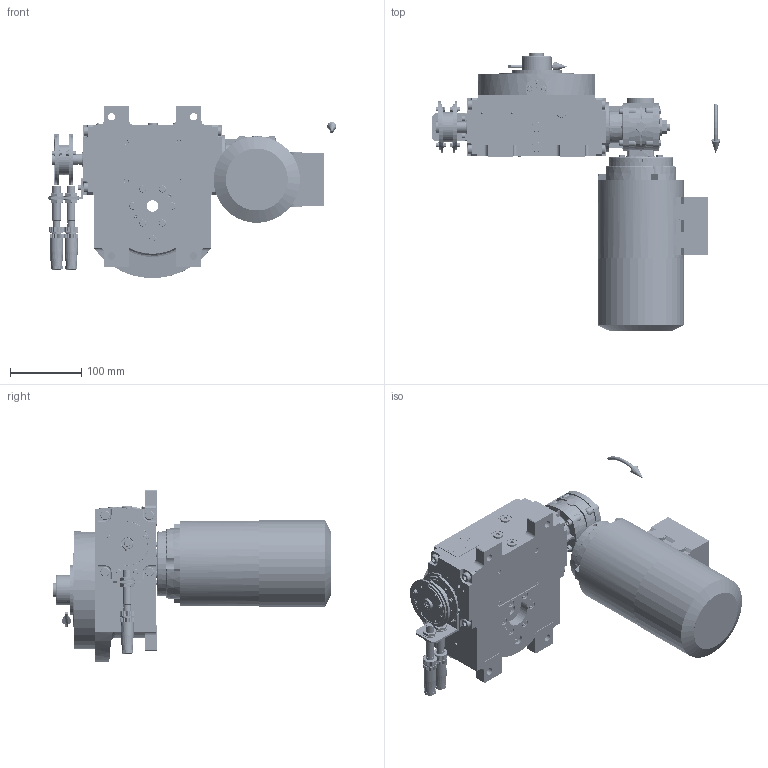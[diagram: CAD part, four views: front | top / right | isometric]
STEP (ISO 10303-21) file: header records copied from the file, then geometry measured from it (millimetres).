
FILE_DESCRIPTION (( 'STEP AP203' ), '1' );
FILE_NAME ('PC5200455.step', '2024-06-28T09:35:40', ( '' ), ( '' ), 'SwSTEP 2.0', 'SolidWorks 2020', '' );
FILE_SCHEMA (( 'CONFIG_CONTROL_DESIGN' ));
Length unit declared in the file: millimetre
Products named in the file (93): PC5200455; cfn2000_01_129; cfn2000_01_147; AS_cfn2400_04_024; rig04_007_master; cfn2128_05_006; cfn2104_01_002; RIG06_021_AF0.stp; cfn2115_02_194; cfn2055_01_002; cfn2400_04_024; freccia_angolare_albero; cfn2104_01_016; cfn2128_04_011; cfn2000_01_151; rig04_004; AS_cfn2476_01_001_48x38; BM63B14; cfn2151_01_092; RIG04_005_AF0.stp; 900_38_10_028; cfn2155_01_186; cfn2151_01_087; cfn2276_01_065; AS_900_00_00_005; cfn2077_01_018; cfn2070_05_001; CFN2000_01_185.stp; CFN2010_01_006.stp; AS_rig04_004; cfn2003_01_063; AS_rig04_002_bl; rig04_071_8_m.stp; freccia_angolare; rig04_014; cfn2151_01_162; 900_38_30_003; AS_rig04_071_8_m; RIG04_005_ASM.stp; rig04_001_a_001 ...
Assembly tree (87 placements, depth 5):
  PC5200455
    rig04_001_a_001
    AS_cfn2476_01_001_48x38
      cfn2476_01_001_48x38
      cfn2107_01_001
      cfn2107_01_001
    AS_rig04_071_8_m
      rig04_071_8_m.stp
        RIG04_005_ASM.stp
          RIG04_005_AF0.stp
          RIG06_021_AF0.stp
          CFN2000_01_185.stp
          CFN2000_01_185.stp
          CFN2104_02_017.stp
        CFN2155_01_007.stp
        CFN2010_02_002.stp
      rig04_003_8
      cfn2000_01_147
      cfn2000_01_147
      cfn2000_01_147
      cfn2000_01_147
      cfn2000_01_147
      cfn2000_01_147
      cfn2000_01_147
      cfn2000_01_147
      cfn2104_01_016  x2
    AS_rig04_014
      rig04_014
      cfn2000_01_151
      cfn2000_01_151
      cfn2000_01_151
      cfn2000_01_151
      cfn2000_01_151
      cfn2000_01_151
      cfn2155_01_186
      cfn2104_01_002
      cfn2104_01_002
    AS_rig04_004
      rig04_004
      cfn2155_01_055
      cfn2070_05_001
      cfn2000_01_129  x2
      cfn2000_01_129
      cfn2000_01_129
    AS_rig04_004
      rig04_004
      cfn2155_01_055
      cfn2070_05_001
      cfn2000_01_129  x2
      cfn2000_01_129
      cfn2000_01_129
    AS_rig04_002_bl
      rig04_002_bl
      cfn2115_01_001
    cfn2128_04_011
    cfn2128_04_011
    cfn2128_04_011
    cfn2128_05_006
    AS_rig04_015
      rig04_015
Bounding box: 404.5 x 390.49 x 240.82 mm (x, y, z)
Volume: 4567160.7 mm3; surface area: 661758.3 mm2
Topology: 87 solids, 87 shells, 5552 faces, 13910 edges, 8805 vertices
Faces by surface type: plane 2643, cylinder 1826, cone 941, torus 127, bspline 9, sphere 6
Entity records: 149399 total; most frequent: CARTESIAN_POINT 34476, DIRECTION 22108, ORIENTED_EDGE 21706, EDGE_CURVE 10853, AXIS2_PLACEMENT_3D 8021, VERTEX_POINT 6948, VECTOR 6066, LINE 6066
